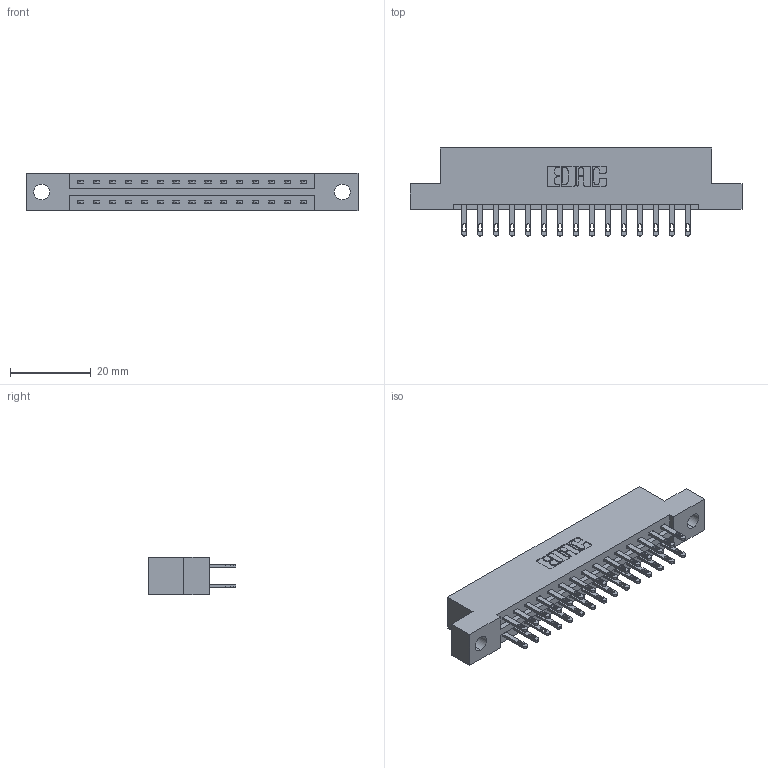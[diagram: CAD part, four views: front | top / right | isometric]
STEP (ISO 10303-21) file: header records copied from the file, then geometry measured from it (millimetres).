
FILE_DESCRIPTION (( 'STEP AP203' ), '1' );
FILE_NAME ('887-030-500-204.STEP', '2020-09-20T20:36:02', ( '' ), ( '' ), 'SwSTEP 2.0', 'SolidWorks 2020', '' );
FILE_SCHEMA (( 'CONFIG_CONTROL_DESIGN' ));
Length unit declared in the file: inch
Products named in the file (3): 837 Part_Flush Mounting Lugs - 0.156 Dia-TH; 345-292-001_345-293-100; 887-030-500-204
Assembly tree (31 placements, depth 2):
  887-030-500-204
    837 Part_Flush Mounting Lugs - 0.156 Dia-TH
    345-292-001_345-293-100  x30
Bounding box: 82.45 x 21.85 x 9.4 mm (x, y, z)
Volume: 8333.5 mm3; surface area: 9289 mm2
Topology: 31 solids, 31 shells, 1614 faces, 4901 edges, 3266 vertices
Faces by surface type: plane 1030, cylinder 584
Entity records: 15055 total; most frequent: CARTESIAN_POINT 2558, ORIENTED_EDGE 2494, DIRECTION 2227, EDGE_CURVE 1247, LINE 1115, VECTOR 1115, VERTEX_POINT 830, AXIS2_PLACEMENT_3D 556
